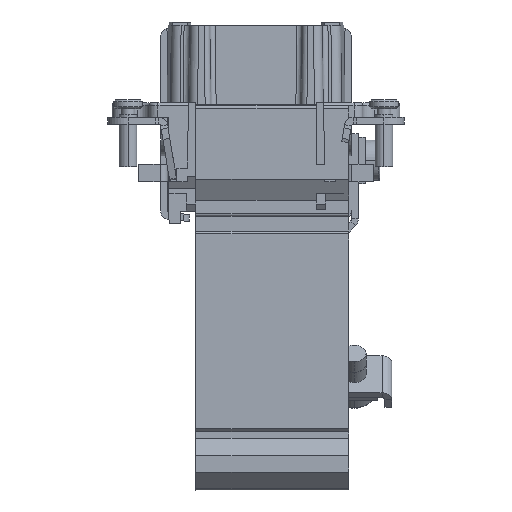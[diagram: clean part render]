
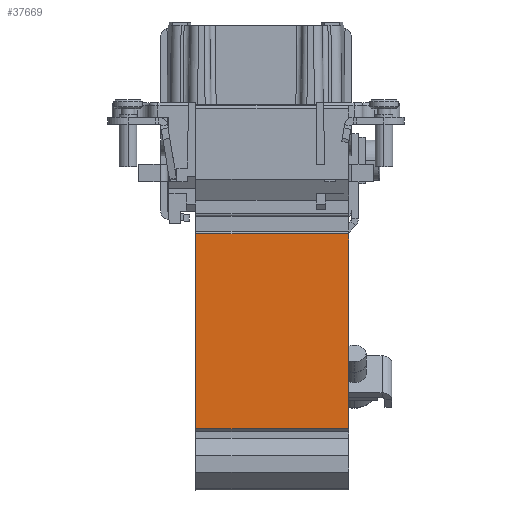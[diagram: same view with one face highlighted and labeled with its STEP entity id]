
A CAD part, left-side view. The second image highlights one B-rep face of the part: STEP entity #37669.
In plain terms, the highlighted planar face has unit normal (-1, 0, 0).
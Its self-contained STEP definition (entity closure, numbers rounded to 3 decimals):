
#1956=DIRECTION('',(0.,0.,1.));
#1957=VECTOR('',#1956,33.467);
#1958=CARTESIAN_POINT('',(-16.851,-42.046,-53.506));
#1959=LINE('',#1958,#1957);
#3524=DIRECTION('',(0.,0.,1.));
#3525=VECTOR('',#3524,33.467);
#3526=CARTESIAN_POINT('',(-16.851,-68.329,-53.506));
#3527=LINE('',#3526,#3525);
#12416=DIRECTION('',(0.,-1.,0.));
#12417=VECTOR('',#12416,26.283);
#12418=CARTESIAN_POINT('',(-16.851,-42.046,-53.506));
#12419=LINE('',#12418,#12417);
#12420=DIRECTION('',(0.,-1.,0.));
#12421=VECTOR('',#12420,26.283);
#12422=CARTESIAN_POINT('',(-16.851,-42.046,-20.039));
#12423=LINE('',#12422,#12421);
#18129=CARTESIAN_POINT('',(-16.851,-42.046,-53.506));
#18130=VERTEX_POINT('',#18129);
#18131=CARTESIAN_POINT('',(-16.851,-42.046,-20.039));
#18132=VERTEX_POINT('',#18131);
#18195=CARTESIAN_POINT('',(-16.851,-68.329,-53.506));
#18196=VERTEX_POINT('',#18195);
#18197=CARTESIAN_POINT('',(-16.851,-68.329,-20.039));
#18198=VERTEX_POINT('',#18197);
#37657=CARTESIAN_POINT('',(-16.851,-42.046,-53.506));
#37658=DIRECTION('',(-1.,0.,0.));
#37659=DIRECTION('',(0.,0.,1.));
#37660=AXIS2_PLACEMENT_3D('',#37657,#37658,#37659);
#37661=PLANE('',#37660);
#37662=ORIENTED_EDGE('',*,*,#23535,.T.);
#37664=ORIENTED_EDGE('',*,*,#37663,.T.);
#37665=ORIENTED_EDGE('',*,*,#25497,.F.);
#37666=ORIENTED_EDGE('',*,*,#37650,.F.);
#37667=EDGE_LOOP('',(#37662,#37664,#37665,#37666));
#37668=FACE_OUTER_BOUND('',#37667,.F.);
#37669=ADVANCED_FACE('',(#37668),#37661,.T.);
#23535=EDGE_CURVE('',#18130,#18132,#1959,.T.);
#25497=EDGE_CURVE('',#18196,#18198,#3527,.T.);
#37650=EDGE_CURVE('',#18130,#18196,#12419,.T.);
#37663=EDGE_CURVE('',#18132,#18198,#12423,.T.);
